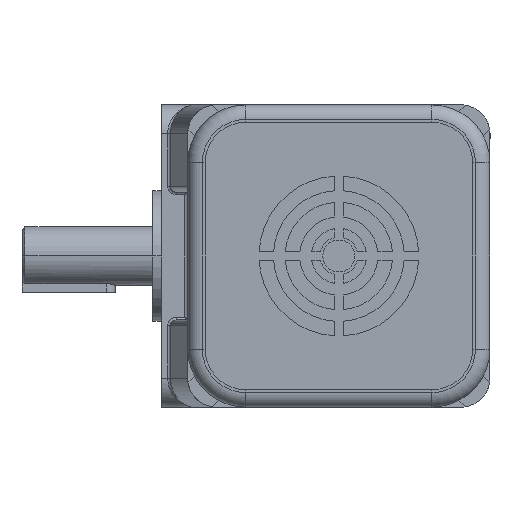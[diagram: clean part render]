
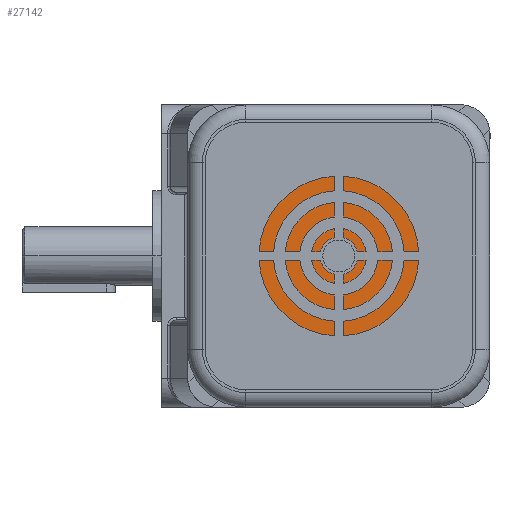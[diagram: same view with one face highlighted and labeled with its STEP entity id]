
A CAD part, front view. The second image highlights one B-rep face of the part: STEP entity #27142.
In plain terms, the highlighted planar face has unit normal (0, -1, 0).
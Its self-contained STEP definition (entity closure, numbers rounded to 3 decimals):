
#275 = CARTESIAN_POINT ( 'NONE',  ( 0., 0., 6. ) ) ;
#506 = DIRECTION ( 'NONE',  ( 0., 1., 0. ) ) ;
#609 = DIRECTION ( 'NONE',  ( 0., 1., 0. ) ) ;
#1094 = AXIS2_PLACEMENT_3D ( 'NONE', #18333, #22641, #9890 ) ;
#1225 = EDGE_CURVE ( 'NONE', #2251, #22132, #20095, .T. ) ;
#1882 = EDGE_CURVE ( 'NONE', #15263, #13957, #16713, .T. ) ;
#2251 = VERTEX_POINT ( 'NONE', #10646 ) ;
#3243 = DIRECTION ( 'NONE',  ( 0., -1., 0. ) ) ;
#6927 = AXIS2_PLACEMENT_3D ( 'NONE', #10827, #25819, #12962 ) ;
#7765 = AXIS2_PLACEMENT_3D ( 'NONE', #13208, #609, #15322 ) ;
#9003 = AXIS2_PLACEMENT_3D ( 'NONE', #15843, #3243, #17978 ) ;
#9341 = ORIENTED_EDGE ( 'NONE', *, *, #1882, .T. ) ;
#9381 = FACE_BOUND ( 'NONE', #25149, .T. ) ;
#9890 = DIRECTION ( 'NONE',  ( 0., 0., 1. ) ) ;
#10422 = ORIENTED_EDGE ( 'NONE', *, *, #1225, .T. ) ;
#10645 = CARTESIAN_POINT ( 'NONE',  ( 0., 0., 46.5 ) ) ;
#10646 = CARTESIAN_POINT ( 'NONE',  ( 0., 0., -6. ) ) ;
#10827 = CARTESIAN_POINT ( 'NONE',  ( 0., 0., 0. ) ) ;
#11785 = CIRCLE ( 'NONE', #15455, 6. ) ;
#12962 = DIRECTION ( 'NONE',  ( 0., 0., 1. ) ) ;
#13113 = CARTESIAN_POINT ( 'NONE',  ( 0., 0., 0. ) ) ;
#13208 = CARTESIAN_POINT ( 'NONE',  ( 0., 0., 0. ) ) ;
#13957 = VERTEX_POINT ( 'NONE', #15621 ) ;
#15000 = FACE_OUTER_BOUND ( 'NONE', #20276, .T. ) ;
#15225 = DIRECTION ( 'NONE',  ( 0., 0., 1. ) ) ;
#15263 = VERTEX_POINT ( 'NONE', #10645 ) ;
#15322 = DIRECTION ( 'NONE',  ( 0., 0., 1. ) ) ;
#15455 = AXIS2_PLACEMENT_3D ( 'NONE', #13113, #506, #15225 ) ;
#15621 = CARTESIAN_POINT ( 'NONE',  ( 0., 0., -46.5 ) ) ;
#15843 = CARTESIAN_POINT ( 'NONE',  ( 0., 0., 0. ) ) ;
#16181 = CIRCLE ( 'NONE', #6927, 46.5 ) ;
#16186 = PLANE ( 'NONE',  #1094 ) ;
#16713 = CIRCLE ( 'NONE', #9003, 46.5 ) ;
#17978 = DIRECTION ( 'NONE',  ( 0., 0., 1. ) ) ;
#18333 = CARTESIAN_POINT ( 'NONE',  ( 0., 0., 0. ) ) ;
#20087 = ORIENTED_EDGE ( 'NONE', *, *, #22127, .T. ) ;
#20095 = CIRCLE ( 'NONE', #7765, 6. ) ;
#20276 = EDGE_LOOP ( 'NONE', ( #9341, #20087 ) ) ;
#22127 = EDGE_CURVE ( 'NONE', #13957, #15263, #16181, .T. ) ;
#22132 = VERTEX_POINT ( 'NONE', #275 ) ;
#22641 = DIRECTION ( 'NONE',  ( 0., 1., 0. ) ) ;
#23639 = ORIENTED_EDGE ( 'NONE', *, *, #24320, .T. ) ;
#24320 = EDGE_CURVE ( 'NONE', #22132, #2251, #11785, .T. ) ;
#25149 = EDGE_LOOP ( 'NONE', ( #23639, #10422 ) ) ;
#25819 = DIRECTION ( 'NONE',  ( 0., -1., 0. ) ) ;
#27142 = ADVANCED_FACE ( 'NONE', ( #9381, #15000 ), #16186, .F. ) ;
